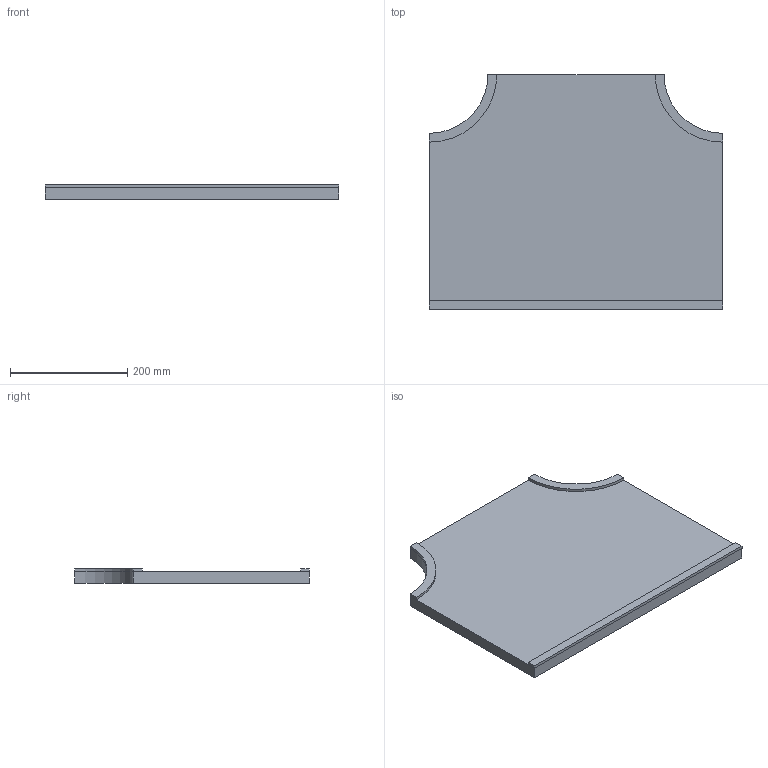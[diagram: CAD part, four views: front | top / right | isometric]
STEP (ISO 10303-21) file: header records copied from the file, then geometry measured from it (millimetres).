
FILE_DESCRIPTION(/* description */ (''),/* implementation_level */ '2;1');
FILE_NAME(/* name */ 'assy_three_way_intersection_left_closed.stp',/* time_stamp */ '2017-11-16T15:51:12-07:00',/* author */ ('Platform'),/* organization */ (''),/* preprocessor_version */ 'ST-DEVELOPER v16.13',/* originating_system */ 'Autodesk Inventor 2018',/* authorisation */ '');
FILE_SCHEMA (('AUTOMOTIVE_DESIGN { 1 0 10303 214 3 1 1 }'));
Products named in the file (4): assy_three_way_intersection_left_closed; upper_plate_crossway v1; straight_line; curved_line_sml
Assembly tree (4 placements, depth 2):
  assy_three_way_intersection_left_closed
    upper_plate_crossway v1
    straight_line
    curved_line_sml  x2
Bounding box: 500 x 400 x 25 mm (x, y, z)
Volume: 3748669.8 mm3; surface area: 436826.1 mm2
Topology: 4 solids, 4 shells, 26 faces, 54 edges, 36 vertices
Faces by surface type: plane 20, cylinder 6
Entity records: 731 total; most frequent: DIRECTION 108, CARTESIAN_POINT 99, ORIENTED_EDGE 84, EDGE_CURVE 42, AXIS2_PLACEMENT_3D 37, LINE 34, VECTOR 34, VERTEX_POINT 28
